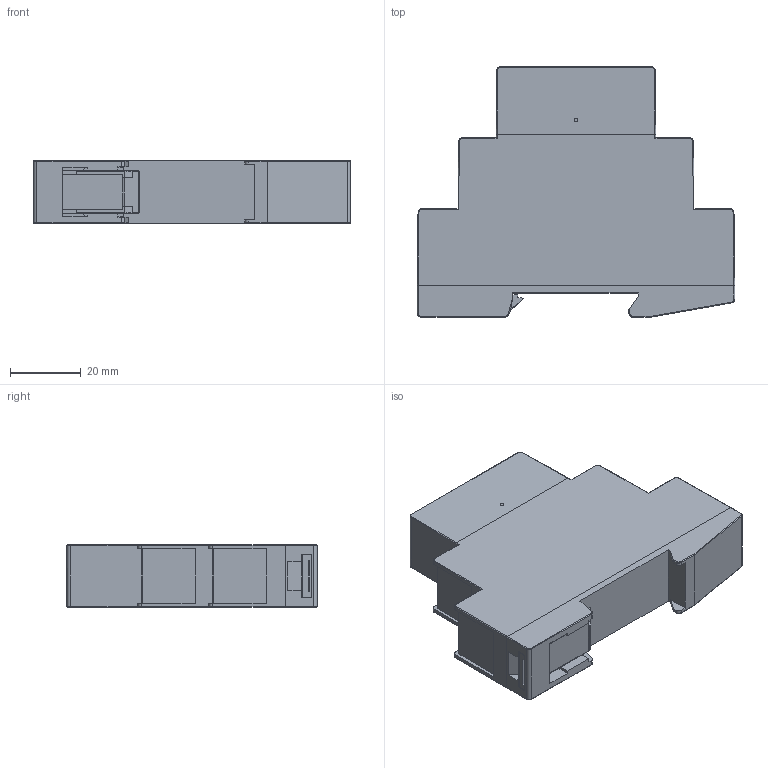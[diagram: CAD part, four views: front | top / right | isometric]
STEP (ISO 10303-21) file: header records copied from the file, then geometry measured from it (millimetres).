
FILE_DESCRIPTION (( 'STEP AP203' ), '1' );
FILE_NAME ('RK7817-81-61.step', '2020-09-15T18:26:11', ( '' ), ( '' ), 'SwSTEP 2.0', 'SolidWorks 2019', '' );
FILE_SCHEMA (( 'CONFIG_CONTROL_DESIGN' ));
Length unit declared in the file: inch
Products named in the file (1): RK7817-81-61
Bounding box: 89.8 x 70.8 x 17.8 mm (x, y, z)
Volume: 81039.3 mm3; surface area: 20100.4 mm2
Topology: 3 solids, 3 shells, 267 faces, 707 edges, 448 vertices
Faces by surface type: plane 158, cylinder 85, bspline 24
Entity records: 8782 total; most frequent: CARTESIAN_POINT 2263, ORIENTED_EDGE 1414, DIRECTION 1243, EDGE_CURVE 707, LINE 527, VECTOR 527, VERTEX_POINT 448, AXIS2_PLACEMENT_3D 358
